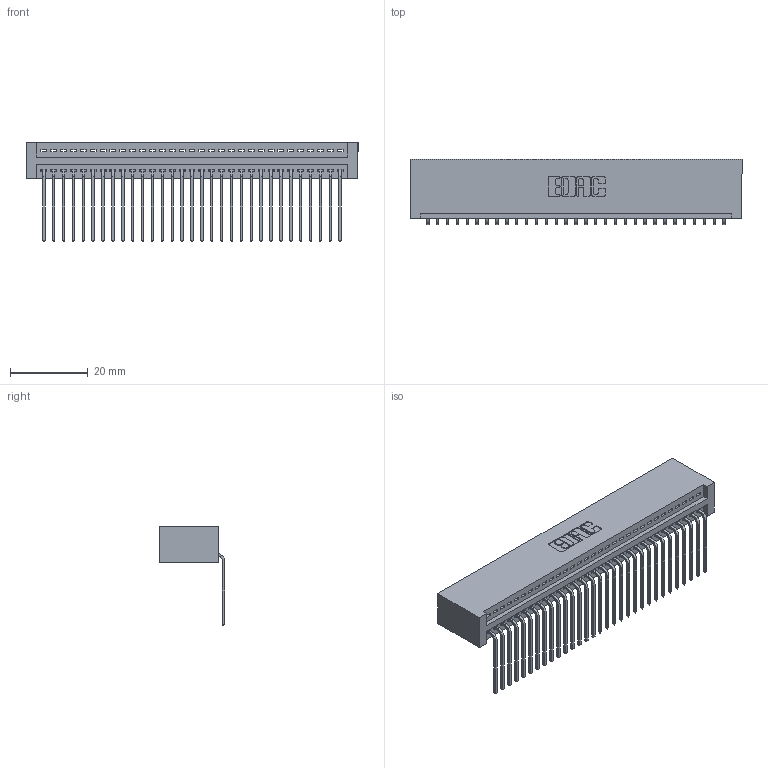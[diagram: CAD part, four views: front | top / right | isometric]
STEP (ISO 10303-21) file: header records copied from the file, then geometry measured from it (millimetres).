
FILE_DESCRIPTION (( 'STEP AP203' ), '1' );
FILE_NAME ('395-031-559-101.STEP', '2019-10-19T13:30:36', ( '' ), ( '' ), 'SwSTEP 2.0', 'SolidWorks 2016', '' );
FILE_SCHEMA (( 'CONFIG_CONTROL_DESIGN' ));
Length unit declared in the file: inch
Products named in the file (3): 345-292-001_558 559 Tail - 1; 345 Part_No Mounting Lugs; 395-031-559-101
Assembly tree (32 placements, depth 2):
  395-031-559-101
    345 Part_No Mounting Lugs
    345-292-001_558 559 Tail - 1  x31
Bounding box: 85.34 x 16.75 x 25.53 mm (x, y, z)
Volume: 8703.6 mm3; surface area: 12213.8 mm2
Topology: 32 solids, 32 shells, 1978 faces, 5959 edges, 3930 vertices
Faces by surface type: plane 1378, cylinder 600
Entity records: 24619 total; most frequent: CARTESIAN_POINT 4273, ORIENTED_EDGE 4238, DIRECTION 3741, EDGE_CURVE 2119, LINE 1871, VECTOR 1871, VERTEX_POINT 1410, AXIS2_PLACEMENT_3D 935
